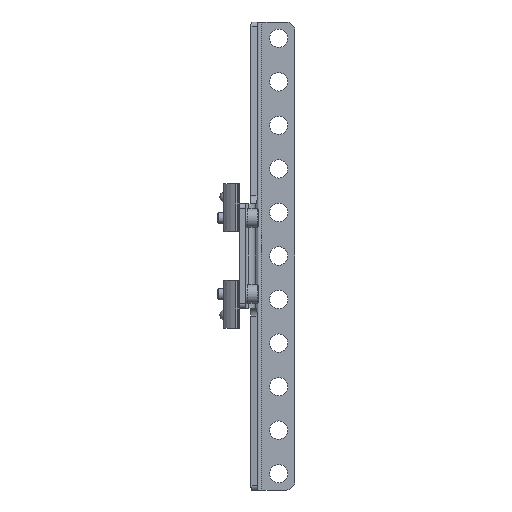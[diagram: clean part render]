
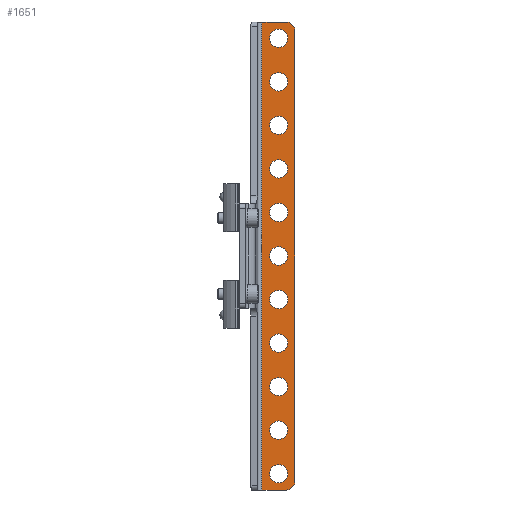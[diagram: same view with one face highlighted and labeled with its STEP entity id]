
A CAD part, front view. The second image highlights one B-rep face of the part: STEP entity #1651.
In plain terms, the highlighted face is planar.
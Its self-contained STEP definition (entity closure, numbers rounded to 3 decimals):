
#178=CIRCLE('',#1842,4.2);
#179=CIRCLE('',#1843,4.2);
#180=CIRCLE('',#1844,4.2);
#181=CIRCLE('',#1845,4.2);
#182=CIRCLE('',#1846,4.2);
#183=CIRCLE('',#1847,4.2);
#184=CIRCLE('',#1848,4.2);
#185=CIRCLE('',#1849,4.2);
#186=CIRCLE('',#1850,4.2);
#187=CIRCLE('',#1851,4.2);
#188=CIRCLE('',#1852,4.2);
#189=CIRCLE('',#1853,4.);
#190=CIRCLE('',#1854,4.);
#337=ORIENTED_EDGE('',*,*,#776,.T.);
#338=ORIENTED_EDGE('',*,*,#777,.T.);
#339=ORIENTED_EDGE('',*,*,#778,.T.);
#340=ORIENTED_EDGE('',*,*,#779,.T.);
#341=ORIENTED_EDGE('',*,*,#780,.T.);
#342=ORIENTED_EDGE('',*,*,#781,.T.);
#343=ORIENTED_EDGE('',*,*,#782,.T.);
#344=ORIENTED_EDGE('',*,*,#783,.T.);
#345=ORIENTED_EDGE('',*,*,#784,.T.);
#346=ORIENTED_EDGE('',*,*,#785,.T.);
#347=ORIENTED_EDGE('',*,*,#786,.T.);
#348=ORIENTED_EDGE('',*,*,#702,.F.);
#349=ORIENTED_EDGE('',*,*,#787,.T.);
#350=ORIENTED_EDGE('',*,*,#699,.T.);
#351=ORIENTED_EDGE('',*,*,#788,.T.);
#352=ORIENTED_EDGE('',*,*,#711,.T.);
#353=ORIENTED_EDGE('',*,*,#789,.F.);
#699=EDGE_CURVE('',#923,#926,#1086,.T.);
#702=EDGE_CURVE('',#929,#930,#1089,.T.);
#711=EDGE_CURVE('',#933,#938,#1094,.T.);
#776=EDGE_CURVE('',#990,#990,#178,.T.);
#777=EDGE_CURVE('',#991,#991,#179,.T.);
#778=EDGE_CURVE('',#992,#992,#180,.T.);
#779=EDGE_CURVE('',#993,#993,#181,.T.);
#780=EDGE_CURVE('',#994,#994,#182,.T.);
#781=EDGE_CURVE('',#995,#995,#183,.T.);
#782=EDGE_CURVE('',#996,#996,#184,.T.);
#783=EDGE_CURVE('',#997,#997,#185,.T.);
#784=EDGE_CURVE('',#998,#998,#186,.T.);
#785=EDGE_CURVE('',#999,#999,#187,.T.);
#786=EDGE_CURVE('',#1000,#1000,#188,.T.);
#787=EDGE_CURVE('',#929,#923,#189,.T.);
#788=EDGE_CURVE('',#926,#933,#190,.T.);
#789=EDGE_CURVE('',#930,#938,#1120,.T.);
#923=VERTEX_POINT('',#2530);
#926=VERTEX_POINT('',#2535);
#929=VERTEX_POINT('',#2542);
#930=VERTEX_POINT('',#2544);
#933=VERTEX_POINT('',#2552);
#938=VERTEX_POINT('',#2561);
#990=VERTEX_POINT('',#2697);
#991=VERTEX_POINT('',#2699);
#992=VERTEX_POINT('',#2701);
#993=VERTEX_POINT('',#2703);
#994=VERTEX_POINT('',#2705);
#995=VERTEX_POINT('',#2707);
#996=VERTEX_POINT('',#2709);
#997=VERTEX_POINT('',#2711);
#998=VERTEX_POINT('',#2713);
#999=VERTEX_POINT('',#2715);
#1000=VERTEX_POINT('',#2717);
#1086=LINE('',#2536,#1186);
#1089=LINE('',#2543,#1189);
#1094=LINE('',#2562,#1194);
#1120=LINE('',#2720,#1220);
#1186=VECTOR('',#2006,1000.);
#1189=VECTOR('',#2011,1000.);
#1194=VECTOR('',#2026,1000.);
#1220=VECTOR('',#2176,1000.);
#1312=EDGE_LOOP('',(#337));
#1313=EDGE_LOOP('',(#338));
#1314=EDGE_LOOP('',(#339));
#1315=EDGE_LOOP('',(#340));
#1316=EDGE_LOOP('',(#341));
#1317=EDGE_LOOP('',(#342));
#1318=EDGE_LOOP('',(#343));
#1319=EDGE_LOOP('',(#344));
#1320=EDGE_LOOP('',(#345));
#1321=EDGE_LOOP('',(#346));
#1322=EDGE_LOOP('',(#347));
#1323=EDGE_LOOP('',(#348,#349,#350,#351,#352,#353));
#1468=FACE_BOUND('',#1312,.T.);
#1469=FACE_BOUND('',#1313,.T.);
#1470=FACE_BOUND('',#1314,.T.);
#1471=FACE_BOUND('',#1315,.T.);
#1472=FACE_BOUND('',#1316,.T.);
#1473=FACE_BOUND('',#1317,.T.);
#1474=FACE_BOUND('',#1318,.T.);
#1475=FACE_BOUND('',#1319,.T.);
#1476=FACE_BOUND('',#1320,.T.);
#1477=FACE_BOUND('',#1321,.T.);
#1478=FACE_BOUND('',#1322,.T.);
#1479=FACE_BOUND('',#1323,.T.);
#1605=PLANE('',#1841);
#1651=ADVANCED_FACE('',(#1468,#1469,#1470,#1471,#1472,#1473,#1474,#1475,
#1476,#1477,#1478,#1479),#1605,.F.);
#1841=AXIS2_PLACEMENT_3D('',#2695,#2148,#2149);
#1842=AXIS2_PLACEMENT_3D('',#2696,#2150,#2151);
#1843=AXIS2_PLACEMENT_3D('',#2698,#2152,#2153);
#1844=AXIS2_PLACEMENT_3D('',#2700,#2154,#2155);
#1845=AXIS2_PLACEMENT_3D('',#2702,#2156,#2157);
#1846=AXIS2_PLACEMENT_3D('',#2704,#2158,#2159);
#1847=AXIS2_PLACEMENT_3D('',#2706,#2160,#2161);
#1848=AXIS2_PLACEMENT_3D('',#2708,#2162,#2163);
#1849=AXIS2_PLACEMENT_3D('',#2710,#2164,#2165);
#1850=AXIS2_PLACEMENT_3D('',#2712,#2166,#2167);
#1851=AXIS2_PLACEMENT_3D('',#2714,#2168,#2169);
#1852=AXIS2_PLACEMENT_3D('',#2716,#2170,#2171);
#1853=AXIS2_PLACEMENT_3D('',#2718,#2172,#2173);
#1854=AXIS2_PLACEMENT_3D('',#2719,#2174,#2175);
#2006=DIRECTION('',(0.,0.,-1.));
#2011=DIRECTION('',(-1.,0.,0.));
#2026=DIRECTION('',(-1.,0.,0.));
#2148=DIRECTION('',(0.,-1.,0.));
#2149=DIRECTION('',(0.,0.,-1.));
#2150=DIRECTION('',(0.,-1.,0.));
#2151=DIRECTION('',(0.,0.,-1.));
#2152=DIRECTION('',(0.,-1.,0.));
#2153=DIRECTION('',(0.,0.,-1.));
#2154=DIRECTION('',(0.,-1.,0.));
#2155=DIRECTION('',(0.,0.,-1.));
#2156=DIRECTION('',(0.,-1.,0.));
#2157=DIRECTION('',(0.,0.,-1.));
#2158=DIRECTION('',(0.,-1.,0.));
#2159=DIRECTION('',(0.,0.,-1.));
#2160=DIRECTION('',(0.,-1.,0.));
#2161=DIRECTION('',(0.,0.,-1.));
#2162=DIRECTION('',(0.,-1.,0.));
#2163=DIRECTION('',(0.,0.,-1.));
#2164=DIRECTION('',(0.,-1.,0.));
#2165=DIRECTION('',(0.,0.,-1.));
#2166=DIRECTION('',(0.,-1.,0.));
#2167=DIRECTION('',(0.,0.,-1.));
#2168=DIRECTION('',(0.,-1.,0.));
#2169=DIRECTION('',(0.,0.,-1.));
#2170=DIRECTION('',(0.,-1.,0.));
#2171=DIRECTION('',(0.,0.,-1.));
#2172=DIRECTION('',(0.,1.,0.));
#2173=DIRECTION('',(1.,0.,0.));
#2174=DIRECTION('',(0.,1.,0.));
#2175=DIRECTION('',(1.,0.,0.));
#2176=DIRECTION('',(0.,0.,-1.));
#2530=CARTESIAN_POINT('',(25.5,3.,103.5));
#2535=CARTESIAN_POINT('',(25.5,3.,-103.5));
#2536=CARTESIAN_POINT('',(25.5,3.,107.5));
#2542=CARTESIAN_POINT('',(21.5,3.,107.5));
#2543=CARTESIAN_POINT('',(25.5,3.,107.5));
#2544=CARTESIAN_POINT('',(10.35,3.,107.5));
#2552=CARTESIAN_POINT('',(21.5,3.,-107.5));
#2561=CARTESIAN_POINT('',(10.35,3.,-107.5));
#2562=CARTESIAN_POINT('',(25.5,3.,-107.5));
#2695=CARTESIAN_POINT('',(25.5,3.,107.5));
#2696=CARTESIAN_POINT('',(18.,3.,100.));
#2697=CARTESIAN_POINT('',(18.,3.,95.8));
#2698=CARTESIAN_POINT('',(18.,3.,80.));
#2699=CARTESIAN_POINT('',(18.,3.,75.8));
#2700=CARTESIAN_POINT('',(18.,3.,60.));
#2701=CARTESIAN_POINT('',(18.,3.,55.8));
#2702=CARTESIAN_POINT('',(18.,3.,40.));
#2703=CARTESIAN_POINT('',(18.,3.,35.8));
#2704=CARTESIAN_POINT('',(18.,3.,20.));
#2705=CARTESIAN_POINT('',(18.,3.,15.8));
#2706=CARTESIAN_POINT('',(18.,3.,-100.));
#2707=CARTESIAN_POINT('',(18.,3.,-104.2));
#2708=CARTESIAN_POINT('',(18.,3.,-80.));
#2709=CARTESIAN_POINT('',(18.,3.,-84.2));
#2710=CARTESIAN_POINT('',(18.,3.,-60.));
#2711=CARTESIAN_POINT('',(18.,3.,-64.2));
#2712=CARTESIAN_POINT('',(18.,3.,-40.));
#2713=CARTESIAN_POINT('',(18.,3.,-44.2));
#2714=CARTESIAN_POINT('',(18.,3.,-20.));
#2715=CARTESIAN_POINT('',(18.,3.,-24.2));
#2716=CARTESIAN_POINT('',(18.,3.,0.));
#2717=CARTESIAN_POINT('',(18.,3.,-4.2));
#2718=CARTESIAN_POINT('',(21.5,3.,103.5));
#2719=CARTESIAN_POINT('',(21.5,3.,-103.5));
#2720=CARTESIAN_POINT('',(10.35,3.,107.5));
